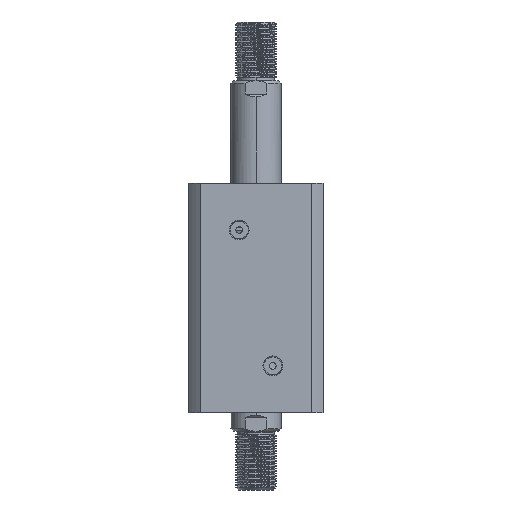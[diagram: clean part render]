
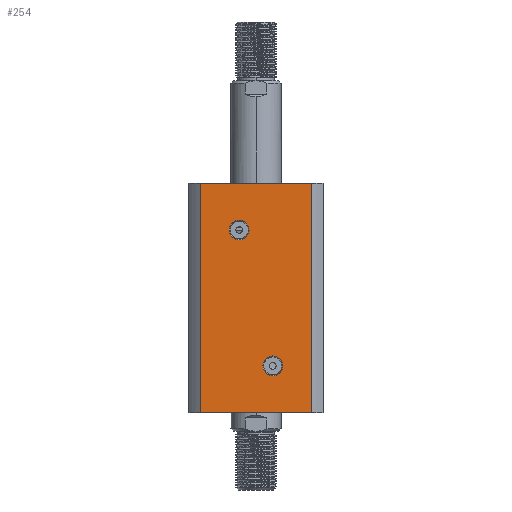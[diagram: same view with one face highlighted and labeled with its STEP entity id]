
A CAD part, left-side view. The second image highlights one B-rep face of the part: STEP entity #254.
In plain terms, the highlighted planar face has unit normal (-1, 0, 0).
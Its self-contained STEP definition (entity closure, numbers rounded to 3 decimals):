
#254 = ADVANCED_FACE ( 'NONE', ( #21904, #6021, #19648 ), #8470, .F. ) ;
#355 = ORIENTED_EDGE ( 'NONE', *, *, #5479, .F. ) ;
#399 = CARTESIAN_POINT ( 'NONE',  ( -40., 33.226, 68.5 ) ) ;
#574 = CARTESIAN_POINT ( 'NONE',  ( -40., 33.226, 68.5 ) ) ;
#1213 = DIRECTION ( 'NONE',  ( 0., 0., 1. ) ) ;
#1702 = LINE ( 'NONE', #12083, #25867 ) ;
#1824 = CIRCLE ( 'NONE', #21726, 5.885 ) ;
#2829 = ORIENTED_EDGE ( 'NONE', *, *, #15147, .F. ) ;
#3847 = LINE ( 'NONE', #574, #12184 ) ;
#4233 = EDGE_LOOP ( 'NONE', ( #355, #30182 ) ) ;
#4256 = VERTEX_POINT ( 'NONE', #10742 ) ;
#4479 = CARTESIAN_POINT ( 'NONE',  ( -40., 10., 34.615 ) ) ;
#4643 = DIRECTION ( 'NONE',  ( 0., 0., 1. ) ) ;
#4877 = ORIENTED_EDGE ( 'NONE', *, *, #24628, .F. ) ;
#5067 = DIRECTION ( 'NONE',  ( 0., 0., 1. ) ) ;
#5277 = VERTEX_POINT ( 'NONE', #399 ) ;
#5479 = EDGE_CURVE ( 'NONE', #18499, #9008, #1824, .T. ) ;
#5669 = AXIS2_PLACEMENT_3D ( 'NONE', #20489, #18254, #30272 ) ;
#6021 = FACE_BOUND ( 'NONE', #4233, .T. ) ;
#6542 = AXIS2_PLACEMENT_3D ( 'NONE', #9945, #7517, #5067 ) ;
#6911 = DIRECTION ( 'NONE',  ( 0., 0., -1. ) ) ;
#7097 = DIRECTION ( 'NONE',  ( -1., 0., 0. ) ) ;
#7390 = CARTESIAN_POINT ( 'NONE',  ( -40., 10., 46.385 ) ) ;
#7517 = DIRECTION ( 'NONE',  ( -1., 0., 0. ) ) ;
#7876 = VECTOR ( 'NONE', #11371, 1000. ) ;
#8470 = PLANE ( 'NONE',  #5669 ) ;
#9008 = VERTEX_POINT ( 'NONE', #4479 ) ;
#9487 = EDGE_CURVE ( 'NONE', #4256, #16651, #1702, .T. ) ;
#9945 = CARTESIAN_POINT ( 'NONE',  ( -40., -10., -40.5 ) ) ;
#10742 = CARTESIAN_POINT ( 'NONE',  ( -40., -33.226, 68.5 ) ) ;
#10846 = DIRECTION ( 'NONE',  ( -1., 0., 0. ) ) ;
#11045 = CARTESIAN_POINT ( 'NONE',  ( -40., 33.226, -68.5 ) ) ;
#11371 = DIRECTION ( 'NONE',  ( 0., -1., 0. ) ) ;
#12083 = CARTESIAN_POINT ( 'NONE',  ( -40., -33.226, 68.5 ) ) ;
#12184 = VECTOR ( 'NONE', #22027, 1000. ) ;
#12859 = ORIENTED_EDGE ( 'NONE', *, *, #30933, .F. ) ;
#12959 = DIRECTION ( 'NONE',  ( -1., 0., 0. ) ) ;
#13082 = CIRCLE ( 'NONE', #27629, 5.885 ) ;
#13292 = CARTESIAN_POINT ( 'NONE',  ( -40., 10., 40.5 ) ) ;
#13475 = CARTESIAN_POINT ( 'NONE',  ( -40., -10., -34.615 ) ) ;
#14104 = CIRCLE ( 'NONE', #25383, 5.885 ) ;
#15147 = EDGE_CURVE ( 'NONE', #5277, #4256, #3847, .T. ) ;
#15367 = CARTESIAN_POINT ( 'NONE',  ( -40., 33.226, -68.5 ) ) ;
#16254 = VERTEX_POINT ( 'NONE', #15367 ) ;
#16412 = VERTEX_POINT ( 'NONE', #13475 ) ;
#16651 = VERTEX_POINT ( 'NONE', #26196 ) ;
#17132 = CARTESIAN_POINT ( 'NONE',  ( -40., 33.226, 68.5 ) ) ;
#18047 = LINE ( 'NONE', #11045, #7876 ) ;
#18254 = DIRECTION ( 'NONE',  ( 1., 0., 0. ) ) ;
#18499 = VERTEX_POINT ( 'NONE', #7390 ) ;
#19648 = FACE_OUTER_BOUND ( 'NONE', #20263, .T. ) ;
#20263 = EDGE_LOOP ( 'NONE', ( #29885, #27562, #2829, #22634 ) ) ;
#20489 = CARTESIAN_POINT ( 'NONE',  ( -40., 33.226, 68.5 ) ) ;
#20761 = EDGE_CURVE ( 'NONE', #9008, #18499, #14104, .T. ) ;
#21399 = CARTESIAN_POINT ( 'NONE',  ( -40., -10., -46.385 ) ) ;
#21726 = AXIS2_PLACEMENT_3D ( 'NONE', #13292, #10846, #1213 ) ;
#21756 = CARTESIAN_POINT ( 'NONE',  ( -40., -10., -40.5 ) ) ;
#21904 = FACE_BOUND ( 'NONE', #27580, .T. ) ;
#22014 = DIRECTION ( 'NONE',  ( 0., 0., 1. ) ) ;
#22027 = DIRECTION ( 'NONE',  ( 0., -1., 0. ) ) ;
#22634 = ORIENTED_EDGE ( 'NONE', *, *, #29016, .T. ) ;
#24430 = CARTESIAN_POINT ( 'NONE',  ( -40., 10., 40.5 ) ) ;
#24628 = EDGE_CURVE ( 'NONE', #16412, #27618, #26034, .T. ) ;
#25383 = AXIS2_PLACEMENT_3D ( 'NONE', #24430, #12959, #22014 ) ;
#25867 = VECTOR ( 'NONE', #6911, 1000. ) ;
#26034 = CIRCLE ( 'NONE', #6542, 5.885 ) ;
#26196 = CARTESIAN_POINT ( 'NONE',  ( -40., -33.226, -68.5 ) ) ;
#26993 = EDGE_CURVE ( 'NONE', #16254, #16651, #18047, .T. ) ;
#27562 = ORIENTED_EDGE ( 'NONE', *, *, #9487, .F. ) ;
#27580 = EDGE_LOOP ( 'NONE', ( #4877, #12859 ) ) ;
#27618 = VERTEX_POINT ( 'NONE', #21399 ) ;
#27629 = AXIS2_PLACEMENT_3D ( 'NONE', #21756, #7097, #4643 ) ;
#28932 = DIRECTION ( 'NONE',  ( 0., 0., -1. ) ) ;
#29016 = EDGE_CURVE ( 'NONE', #5277, #16254, #30482, .T. ) ;
#29885 = ORIENTED_EDGE ( 'NONE', *, *, #26993, .T. ) ;
#30182 = ORIENTED_EDGE ( 'NONE', *, *, #20761, .F. ) ;
#30272 = DIRECTION ( 'NONE',  ( 0., 0., -1. ) ) ;
#30482 = LINE ( 'NONE', #17132, #30830 ) ;
#30830 = VECTOR ( 'NONE', #28932, 1000. ) ;
#30933 = EDGE_CURVE ( 'NONE', #27618, #16412, #13082, .T. ) ;
